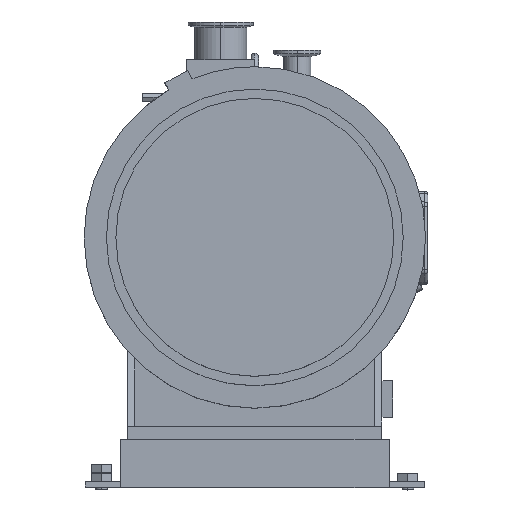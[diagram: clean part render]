
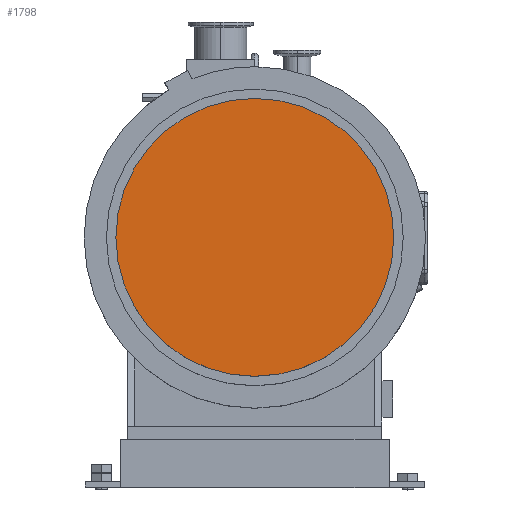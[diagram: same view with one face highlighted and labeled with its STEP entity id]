
A CAD part, top view. The second image highlights one B-rep face of the part: STEP entity #1798.
In plain terms, the highlighted planar face has unit normal (0, 0, 1).
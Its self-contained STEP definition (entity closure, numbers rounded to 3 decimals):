
#1489 = VERTEX_POINT ( 'NONE', #3589 ) ;
#1491 = VERTEX_POINT ( 'NONE', #3451 ) ;
#1561 = EDGE_CURVE ( 'NONE', #1489, #1491, #3568, .T. ) ;
#1771 = EDGE_CURVE ( 'NONE', #1491, #1489, #4103, .T. ) ;
#1798 = ADVANCED_FACE ( 'NONE', ( #4028 ), #4027, .T. ) ;
#1801 = EDGE_LOOP ( 'NONE', ( #1803, #1951 ) ) ;
#1803 = ORIENTED_EDGE ( 'NONE', *, *, #1771, .T. ) ;
#1951 = ORIENTED_EDGE ( 'NONE', *, *, #1561, .T. ) ;
#3451 = CARTESIAN_POINT ( 'NONE',  ( -118., 0., 117.1 ) ) ;
#3527 = DIRECTION ( 'NONE',  ( 1., 0., 0. ) ) ;
#3528 = DIRECTION ( 'NONE',  ( 0., 0., 1. ) ) ;
#3529 = CARTESIAN_POINT ( 'NONE',  ( 0., 0., 117.1 ) ) ;
#3530 = AXIS2_PLACEMENT_3D ( 'NONE', #3529, #3528, #3527 ) ;
#3568 = CIRCLE ( 'NONE', #3530, 118. ) ;
#3589 = CARTESIAN_POINT ( 'NONE',  ( 118., 0., 117.1 ) ) ;
#4011 = DIRECTION ( 'NONE',  ( 1., 0., 0. ) ) ;
#4012 = DIRECTION ( 'NONE',  ( 0., 0., 1. ) ) ;
#4013 = CARTESIAN_POINT ( 'NONE',  ( 0., 0., 117.1 ) ) ;
#4014 = AXIS2_PLACEMENT_3D ( 'NONE', #4013, #4012, #4011 ) ;
#4027 = PLANE ( 'NONE',  #4014 ) ;
#4028 = FACE_OUTER_BOUND ( 'NONE', #1801, .T. ) ;
#4099 = DIRECTION ( 'NONE',  ( 1., 0., 0. ) ) ;
#4100 = DIRECTION ( 'NONE',  ( 0., 0., 1. ) ) ;
#4101 = CARTESIAN_POINT ( 'NONE',  ( 0., 0., 117.1 ) ) ;
#4102 = AXIS2_PLACEMENT_3D ( 'NONE', #4101, #4100, #4099 ) ;
#4103 = CIRCLE ( 'NONE', #4102, 118. ) ;
